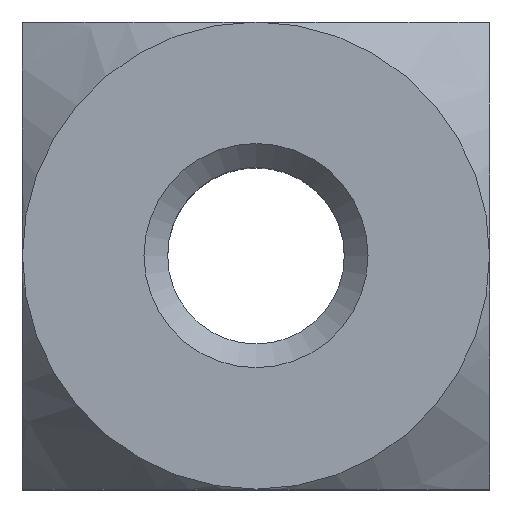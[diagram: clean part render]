
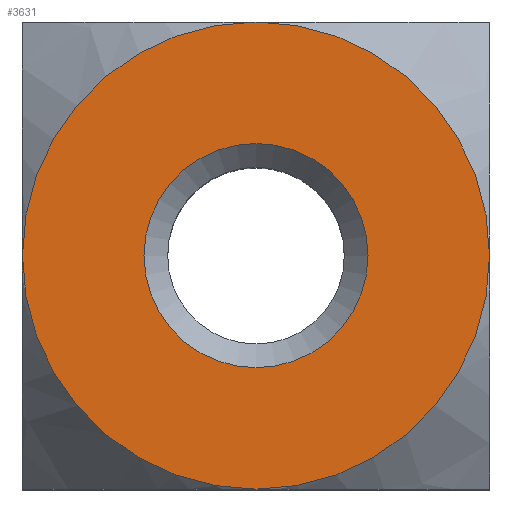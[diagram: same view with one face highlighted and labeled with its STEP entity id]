
A CAD part, top view. The second image highlights one B-rep face of the part: STEP entity #3631.
In plain terms, the highlighted planar face has unit normal (0, 0, 1).
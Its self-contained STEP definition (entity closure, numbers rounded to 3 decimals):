
#29=CIRCLE('',#3718,6.5);
#32=CIRCLE('',#3795,6.5);
#33=CIRCLE('',#3797,6.5);
#34=CIRCLE('',#3799,3.119);
#35=CIRCLE('',#3800,6.5);
#443=ORIENTED_EDGE('',*,*,#1014,.T.);
#444=ORIENTED_EDGE('',*,*,#1009,.T.);
#445=ORIENTED_EDGE('',*,*,#1015,.T.);
#446=ORIENTED_EDGE('',*,*,#1011,.F.);
#447=ORIENTED_EDGE('',*,*,#765,.T.);
#765=EDGE_CURVE('',#1106,#1107,#29,.T.);
#1009=EDGE_CURVE('',#1107,#1267,#32,.T.);
#1011=EDGE_CURVE('',#1106,#1269,#33,.T.);
#1014=EDGE_CURVE('',#1271,#1271,#34,.T.);
#1015=EDGE_CURVE('',#1267,#1269,#35,.T.);
#1106=VERTEX_POINT('',#4610);
#1107=VERTEX_POINT('',#4611);
#1267=VERTEX_POINT('',#5132);
#1269=VERTEX_POINT('',#5154);
#1271=VERTEX_POINT('',#5190);
#2042=EDGE_LOOP('',(#443));
#2043=EDGE_LOOP('',(#444,#445,#446,#447));
#2220=FACE_BOUND('',#2042,.T.);
#2221=FACE_BOUND('',#2043,.T.);
#2376=PLANE('',#3798);
#3631=ADVANCED_FACE('',(#2220,#2221),#2376,.T.);
#3718=AXIS2_PLACEMENT_3D('',#4609,#3929,#3930);
#3795=AXIS2_PLACEMENT_3D('',#5134,#4321,#4322);
#3797=AXIS2_PLACEMENT_3D('',#5153,#4325,#4326);
#3798=AXIS2_PLACEMENT_3D('',#5188,#4327,#4328);
#3799=AXIS2_PLACEMENT_3D('',#5189,#4329,#4330);
#3800=AXIS2_PLACEMENT_3D('',#5191,#4331,#4332);
#3929=DIRECTION('',(0.,0.,1.));
#3930=DIRECTION('',(1.,0.,0.));
#4321=DIRECTION('',(0.,0.,1.));
#4322=DIRECTION('',(1.,0.,0.));
#4325=DIRECTION('',(0.,0.,-1.));
#4326=DIRECTION('',(-1.,0.,0.));
#4327=DIRECTION('',(0.,0.,1.));
#4328=DIRECTION('',(1.,0.,0.));
#4329=DIRECTION('',(0.,0.,-1.));
#4330=DIRECTION('',(1.,0.,0.));
#4331=DIRECTION('',(0.,0.,1.));
#4332=DIRECTION('',(1.,0.,0.));
#4609=CARTESIAN_POINT('',(0.,0.,13.5));
#4610=CARTESIAN_POINT('',(-6.5,0.,13.5));
#4611=CARTESIAN_POINT('',(0.,-6.5,13.5));
#5132=CARTESIAN_POINT('',(6.5,0.,13.5));
#5134=CARTESIAN_POINT('',(0.,0.,13.5));
#5153=CARTESIAN_POINT('',(0.,0.,13.5));
#5154=CARTESIAN_POINT('',(0.,6.5,13.5));
#5188=CARTESIAN_POINT('',(-6.5,-6.5,13.5));
#5189=CARTESIAN_POINT('',(0.,0.,13.5));
#5190=CARTESIAN_POINT('',(3.119,0.,13.5));
#5191=CARTESIAN_POINT('',(0.,0.,13.5));
